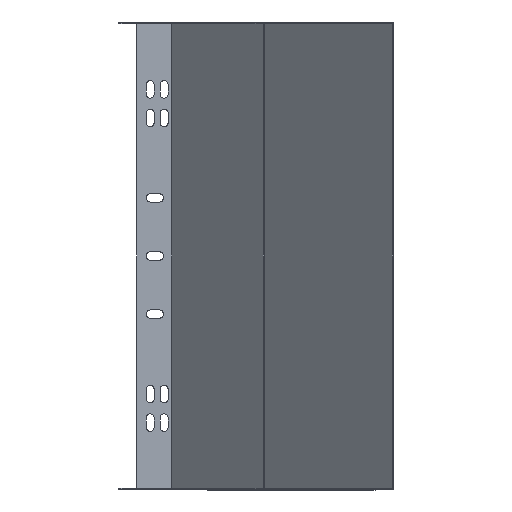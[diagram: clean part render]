
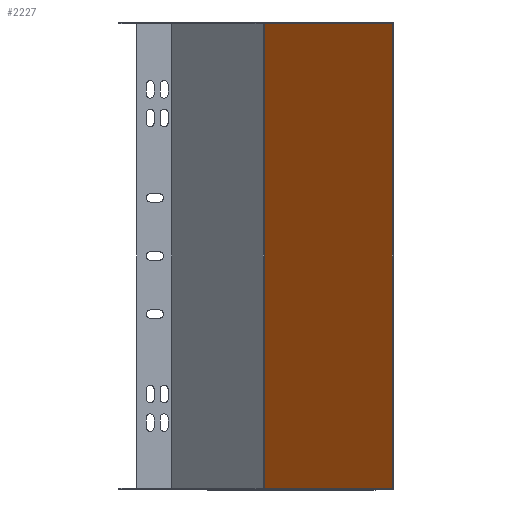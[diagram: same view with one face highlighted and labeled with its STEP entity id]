
A CAD part, front view. The second image highlights one B-rep face of the part: STEP entity #2227.
In plain terms, the highlighted planar face has unit normal (-0.707, -0.707, 0).
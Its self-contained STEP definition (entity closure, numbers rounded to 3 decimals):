
#230 = VECTOR ( 'NONE', #1765, 1000. ) ;
#414 = LINE ( 'NONE', #7518, #2008 ) ;
#432 = CARTESIAN_POINT ( 'NONE',  ( 139.172, -32.663, -79.971 ) ) ;
#631 = DIRECTION ( 'NONE',  ( -0.707, 0.707, 0. ) ) ;
#650 = VERTEX_POINT ( 'NONE', #3738 ) ;
#1524 = EDGE_CURVE ( 'NONE', #650, #4686, #414, .T. ) ;
#1765 = DIRECTION ( 'NONE',  ( 0.707, -0.707, 0. ) ) ;
#2008 = VECTOR ( 'NONE', #2665, 1000. ) ;
#2098 = CARTESIAN_POINT ( 'NONE',  ( -4.371, 110.879, -79.971 ) ) ;
#2227 = ADVANCED_FACE ( 'NONE', ( #6774 ), #8240, .T. ) ;
#2588 = LINE ( 'NONE', #2098, #7480 ) ;
#2655 = CARTESIAN_POINT ( 'NONE',  ( 139.172, -32.663, -79.971 ) ) ;
#2665 = DIRECTION ( 'NONE',  ( 0.707, -0.707, 0. ) ) ;
#2668 = CARTESIAN_POINT ( 'NONE',  ( 139.172, -32.663, 321.629 ) ) ;
#3738 = CARTESIAN_POINT ( 'NONE',  ( -4.371, 110.879, 321.629 ) ) ;
#3972 = CARTESIAN_POINT ( 'NONE',  ( 139.172, -32.663, -79.971 ) ) ;
#4403 = AXIS2_PLACEMENT_3D ( 'NONE', #2655, #4764, #631 ) ;
#4686 = VERTEX_POINT ( 'NONE', #2668 ) ;
#4764 = DIRECTION ( 'NONE',  ( -0.707, -0.707, 0. ) ) ;
#4772 = EDGE_CURVE ( 'NONE', #4810, #650, #2588, .T. ) ;
#4810 = VERTEX_POINT ( 'NONE', #6316 ) ;
#4861 = LINE ( 'NONE', #7211, #6476 ) ;
#5778 = ORIENTED_EDGE ( 'NONE', *, *, #1524, .F. ) ;
#5881 = ORIENTED_EDGE ( 'NONE', *, *, #4772, .F. ) ;
#5892 = ORIENTED_EDGE ( 'NONE', *, *, #8510, .T. ) ;
#5951 = LINE ( 'NONE', #432, #230 ) ;
#5983 = ORIENTED_EDGE ( 'NONE', *, *, #8992, .T. ) ;
#6265 = DIRECTION ( 'NONE',  ( 0., 0., 1. ) ) ;
#6316 = CARTESIAN_POINT ( 'NONE',  ( -4.371, 110.879, -79.971 ) ) ;
#6407 = EDGE_LOOP ( 'NONE', ( #5778, #5881, #5892, #5983 ) ) ;
#6476 = VECTOR ( 'NONE', #8632, 1000. ) ;
#6774 = FACE_OUTER_BOUND ( 'NONE', #6407, .T. ) ;
#7211 = CARTESIAN_POINT ( 'NONE',  ( 139.172, -32.663, -79.971 ) ) ;
#7480 = VECTOR ( 'NONE', #6265, 1000. ) ;
#7518 = CARTESIAN_POINT ( 'NONE',  ( 139.172, -32.663, 321.629 ) ) ;
#8240 = PLANE ( 'NONE',  #4403 ) ;
#8510 = EDGE_CURVE ( 'NONE', #4810, #8629, #5951, .T. ) ;
#8629 = VERTEX_POINT ( 'NONE', #3972 ) ;
#8632 = DIRECTION ( 'NONE',  ( 0., 0., 1. ) ) ;
#8992 = EDGE_CURVE ( 'NONE', #8629, #4686, #4861, .T. ) ;
